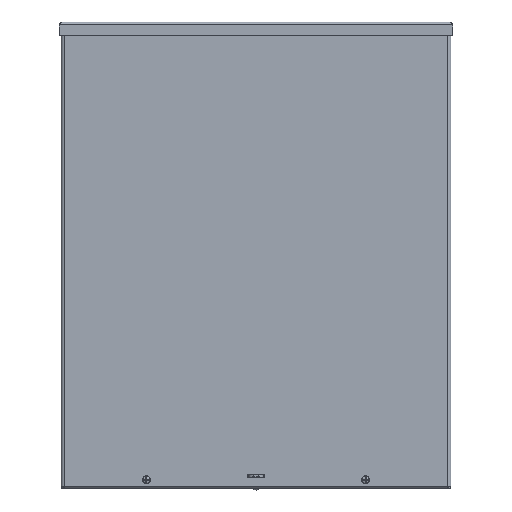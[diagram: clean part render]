
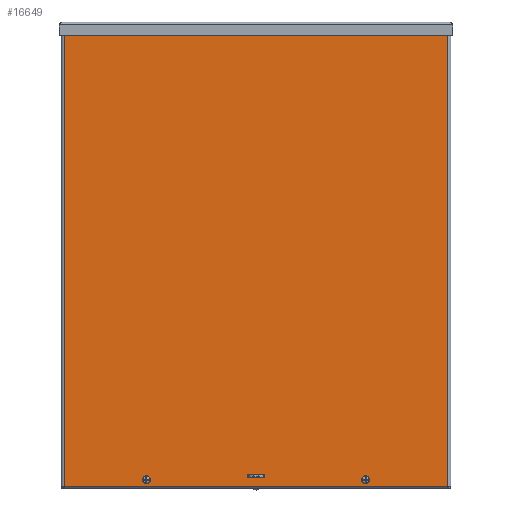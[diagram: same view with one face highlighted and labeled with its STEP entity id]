
A CAD part, top view. The second image highlights one B-rep face of the part: STEP entity #16649.
In plain terms, the highlighted planar face has unit normal (0, 0, 1).
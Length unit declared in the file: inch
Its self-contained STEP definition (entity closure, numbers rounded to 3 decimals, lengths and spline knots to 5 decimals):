
#34 = CARTESIAN_POINT ( 'NONE',  ( -5.65625, -11.5625, 6.19362 ) ) ;
#77 = VERTEX_POINT ( 'NONE', #6923 ) ;
#167 = LINE ( 'NONE', #13074, #18446 ) ;
#206 = ORIENTED_EDGE ( 'NONE', *, *, #14162, .T. ) ;
#264 = ORIENTED_EDGE ( 'NONE', *, *, #18570, .F. ) ;
#519 = FACE_BOUND ( 'NONE', #14119, .T. ) ;
#556 = LINE ( 'NONE', #6376, #7787 ) ;
#734 = VECTOR ( 'NONE', #12824, 39.37008 ) ;
#749 = CARTESIAN_POINT ( 'NONE',  ( 0.39062, -11.44613, 6.19362 ) ) ;
#804 = AXIS2_PLACEMENT_3D ( 'NONE', #13892, #15358, #8315 ) ;
#915 = CARTESIAN_POINT ( 'NONE',  ( 0.39063, -11.41488, 6.19362 ) ) ;
#916 = CARTESIAN_POINT ( 'NONE',  ( -9.90625, -11.92188, 6.19362 ) ) ;
#1054 = CARTESIAN_POINT ( 'NONE',  ( -0.39063, -11.44613, 6.19362 ) ) ;
#1068 = CARTESIAN_POINT ( 'NONE',  ( 5.65625, -11.5625, 6.19362 ) ) ;
#1209 = LINE ( 'NONE', #9708, #13353 ) ;
#1283 = CARTESIAN_POINT ( 'NONE',  ( 5.78125, -11.5625, 6.19362 ) ) ;
#1419 = CIRCLE ( 'NONE', #9610, 0.125 ) ;
#1638 = DIRECTION ( 'NONE',  ( 1., 0., 0. ) ) ;
#1645 = CARTESIAN_POINT ( 'NONE',  ( -9.90625, 11.95312, 6.19362 ) ) ;
#1827 = AXIS2_PLACEMENT_3D ( 'NONE', #5842, #17554, #8876 ) ;
#2524 = ORIENTED_EDGE ( 'NONE', *, *, #4734, .F. ) ;
#2715 = AXIS2_PLACEMENT_3D ( 'NONE', #7646, #4925, #11959 ) ;
#3039 = EDGE_CURVE ( 'NONE', #6189, #18266, #7993, .T. ) ;
#3128 = DIRECTION ( 'NONE',  ( 0., 0., -1. ) ) ;
#3261 = VECTOR ( 'NONE', #14237, 39.37008 ) ;
#3440 = CARTESIAN_POINT ( 'NONE',  ( -0.39063, -11.28988, 6.19362 ) ) ;
#3564 = VERTEX_POINT ( 'NONE', #13208 ) ;
#3737 = AXIS2_PLACEMENT_3D ( 'NONE', #8935, #15936, #1638 ) ;
#4110 = CARTESIAN_POINT ( 'NONE',  ( 0.42188, -11.41488, 6.19362 ) ) ;
#4557 = VERTEX_POINT ( 'NONE', #6854 ) ;
#4734 = EDGE_CURVE ( 'NONE', #15831, #17494, #12075, .T. ) ;
#4867 = DIRECTION ( 'NONE',  ( 0., 0., 1. ) ) ;
#4925 = DIRECTION ( 'NONE',  ( 0., 0., 1. ) ) ;
#5015 = AXIS2_PLACEMENT_3D ( 'NONE', #1068, #13954, #16703 ) ;
#5192 = ORIENTED_EDGE ( 'NONE', *, *, #8556, .T. ) ;
#5283 = CIRCLE ( 'NONE', #1827, 0.125 ) ;
#5382 = DIRECTION ( 'NONE',  ( 0., -1., 0. ) ) ;
#5733 = FACE_BOUND ( 'NONE', #15035, .T. ) ;
#5744 = VECTOR ( 'NONE', #14128, 39.37008 ) ;
#5803 = LINE ( 'NONE', #18229, #13428 ) ;
#5822 = ORIENTED_EDGE ( 'NONE', *, *, #5845, .T. ) ;
#5842 = CARTESIAN_POINT ( 'NONE',  ( 5.65625, 11.59375, 6.19362 ) ) ;
#5845 = EDGE_CURVE ( 'NONE', #6455, #16948, #18107, .T. ) ;
#6124 = DIRECTION ( 'NONE',  ( 1., 0., 0. ) ) ;
#6189 = VERTEX_POINT ( 'NONE', #10881 ) ;
#6271 = VERTEX_POINT ( 'NONE', #14069 ) ;
#6376 = CARTESIAN_POINT ( 'NONE',  ( -0.42188, -5.71525, 6.19362 ) ) ;
#6455 = VERTEX_POINT ( 'NONE', #3440 ) ;
#6619 = ORIENTED_EDGE ( 'NONE', *, *, #8293, .T. ) ;
#6854 = CARTESIAN_POINT ( 'NONE',  ( 5.78125, 11.59375, 6.19362 ) ) ;
#6923 = CARTESIAN_POINT ( 'NONE',  ( -5.53125, 11.59375, 6.19362 ) ) ;
#6949 = CIRCLE ( 'NONE', #13115, 0.03125 ) ;
#7039 = VERTEX_POINT ( 'NONE', #1645 ) ;
#7309 = VERTEX_POINT ( 'NONE', #916 ) ;
#7646 = CARTESIAN_POINT ( 'NONE',  ( 0.39063, -11.32113, 6.19362 ) ) ;
#7664 = DIRECTION ( 'NONE',  ( 0., 1., 0. ) ) ;
#7787 = VECTOR ( 'NONE', #7664, 39.37008 ) ;
#7887 = EDGE_LOOP ( 'NONE', ( #206 ) ) ;
#7993 = LINE ( 'NONE', #11184, #5744 ) ;
#8293 = EDGE_CURVE ( 'NONE', #6271, #10642, #1209, .T. ) ;
#8315 = DIRECTION ( 'NONE',  ( -0.707, -0.707, 0. ) ) ;
#8373 = EDGE_LOOP ( 'NONE', ( #9269 ) ) ;
#8529 = EDGE_CURVE ( 'NONE', #77, #77, #1419, .T. ) ;
#8556 = EDGE_CURVE ( 'NONE', #11659, #17494, #13745, .T. ) ;
#8876 = DIRECTION ( 'NONE',  ( 1., 0., 0. ) ) ;
#8935 = CARTESIAN_POINT ( 'NONE',  ( 0., 0.01562, 6.19362 ) ) ;
#9070 = CARTESIAN_POINT ( 'NONE',  ( 0.39062, -11.28988, 6.19362 ) ) ;
#9269 = ORIENTED_EDGE ( 'NONE', *, *, #8529, .T. ) ;
#9475 = EDGE_CURVE ( 'NONE', #10891, #10891, #11718, .T. ) ;
#9587 = FACE_BOUND ( 'NONE', #7887, .T. ) ;
#9610 = AXIS2_PLACEMENT_3D ( 'NONE', #17663, #3128, #6124 ) ;
#9708 = CARTESIAN_POINT ( 'NONE',  ( 9.90625, -5.95313, 6.19362 ) ) ;
#9803 = CARTESIAN_POINT ( 'NONE',  ( 10.059, 11.95313, 6.19362 ) ) ;
#10141 = EDGE_CURVE ( 'NONE', #7039, #7309, #5803, .T. ) ;
#10251 = FACE_BOUND ( 'NONE', #10252, .T. ) ;
#10252 = EDGE_LOOP ( 'NONE', ( #14771, #264, #5192, #2524, #11788, #11537, #5822, #18131 ) ) ;
#10264 = PLANE ( 'NONE',  #3737 ) ;
#10487 = FACE_BOUND ( 'NONE', #8373, .T. ) ;
#10642 = VERTEX_POINT ( 'NONE', #15233 ) ;
#10808 = EDGE_CURVE ( 'NONE', #10642, #7039, #14050, .T. ) ;
#10854 = VECTOR ( 'NONE', #17725, 39.37008 ) ;
#10881 = CARTESIAN_POINT ( 'NONE',  ( 0.42188, -11.32113, 6.19362 ) ) ;
#10891 = VERTEX_POINT ( 'NONE', #1283 ) ;
#10995 = DIRECTION ( 'NONE',  ( 0., 0., 1. ) ) ;
#11125 = DIRECTION ( 'NONE',  ( 0., 1., 0. ) ) ;
#11184 = CARTESIAN_POINT ( 'NONE',  ( 0.42188, -5.63713, 6.19362 ) ) ;
#11249 = EDGE_LOOP ( 'NONE', ( #6619, #15835, #16771, #11700 ) ) ;
#11403 = AXIS2_PLACEMENT_3D ( 'NONE', #915, #10995, #12415 ) ;
#11537 = ORIENTED_EDGE ( 'NONE', *, *, #15670, .F. ) ;
#11659 = VERTEX_POINT ( 'NONE', #749 ) ;
#11700 = ORIENTED_EDGE ( 'NONE', *, *, #16073, .T. ) ;
#11718 = CIRCLE ( 'NONE', #5015, 0.125 ) ;
#11788 = ORIENTED_EDGE ( 'NONE', *, *, #17703, .T. ) ;
#11873 = CIRCLE ( 'NONE', #2715, 0.03125 ) ;
#11959 = DIRECTION ( 'NONE',  ( 0.707, 0.707, 0. ) ) ;
#12027 = CIRCLE ( 'NONE', #11403, 0.03125 ) ;
#12075 = CIRCLE ( 'NONE', #804, 0.03125 ) ;
#12193 = EDGE_CURVE ( 'NONE', #6189, #16948, #11873, .T. ) ;
#12207 = DIRECTION ( 'NONE',  ( -0.707, 0.707, 0. ) ) ;
#12342 = CIRCLE ( 'NONE', #18066, 0.125 ) ;
#12415 = DIRECTION ( 'NONE',  ( 0.707, -0.707, 0. ) ) ;
#12555 = ORIENTED_EDGE ( 'NONE', *, *, #16625, .T. ) ;
#12639 = CARTESIAN_POINT ( 'NONE',  ( -5.53125, -11.5625, 6.19362 ) ) ;
#12824 = DIRECTION ( 'NONE',  ( 1., 0., 0. ) ) ;
#13074 = CARTESIAN_POINT ( 'NONE',  ( -10.059, -11.92188, 6.19362 ) ) ;
#13115 = AXIS2_PLACEMENT_3D ( 'NONE', #16171, #4867, #12207 ) ;
#13175 = DIRECTION ( 'NONE',  ( 0., 0., -1. ) ) ;
#13208 = CARTESIAN_POINT ( 'NONE',  ( -0.42187, -11.32113, 6.19362 ) ) ;
#13353 = VECTOR ( 'NONE', #11125, 39.37008 ) ;
#13361 = FACE_OUTER_BOUND ( 'NONE', #11249, .T. ) ;
#13428 = VECTOR ( 'NONE', #5382, 39.37008 ) ;
#13745 = LINE ( 'NONE', #16524, #10854 ) ;
#13892 = CARTESIAN_POINT ( 'NONE',  ( -0.39063, -11.41488, 6.19362 ) ) ;
#13954 = DIRECTION ( 'NONE',  ( 0., 0., -1. ) ) ;
#13968 = CARTESIAN_POINT ( 'NONE',  ( -0.42187, -11.41488, 6.19362 ) ) ;
#14050 = LINE ( 'NONE', #9803, #3261 ) ;
#14069 = CARTESIAN_POINT ( 'NONE',  ( 9.90625, -11.92188, 6.19362 ) ) ;
#14119 = EDGE_LOOP ( 'NONE', ( #14888 ) ) ;
#14128 = DIRECTION ( 'NONE',  ( 0., -1., 0. ) ) ;
#14162 = EDGE_CURVE ( 'NONE', #16318, #16318, #12342, .T. ) ;
#14237 = DIRECTION ( 'NONE',  ( -1., 0., 0. ) ) ;
#14363 = DIRECTION ( 'NONE',  ( 1., 0., 0. ) ) ;
#14771 = ORIENTED_EDGE ( 'NONE', *, *, #3039, .T. ) ;
#14888 = ORIENTED_EDGE ( 'NONE', *, *, #9475, .T. ) ;
#15035 = EDGE_LOOP ( 'NONE', ( #12555 ) ) ;
#15233 = CARTESIAN_POINT ( 'NONE',  ( 9.90625, 11.95312, 6.19362 ) ) ;
#15358 = DIRECTION ( 'NONE',  ( 0., 0., 1. ) ) ;
#15670 = EDGE_CURVE ( 'NONE', #6455, #3564, #6949, .T. ) ;
#15831 = VERTEX_POINT ( 'NONE', #13968 ) ;
#15835 = ORIENTED_EDGE ( 'NONE', *, *, #10808, .T. ) ;
#15936 = DIRECTION ( 'NONE',  ( 0., 0., -1. ) ) ;
#16073 = EDGE_CURVE ( 'NONE', #7309, #6271, #167, .T. ) ;
#16171 = CARTESIAN_POINT ( 'NONE',  ( -0.39063, -11.32113, 6.19362 ) ) ;
#16318 = VERTEX_POINT ( 'NONE', #12639 ) ;
#16524 = CARTESIAN_POINT ( 'NONE',  ( 0.21094, -11.44613, 6.19362 ) ) ;
#16625 = EDGE_CURVE ( 'NONE', #4557, #4557, #5283, .T. ) ;
#16649 = ADVANCED_FACE ( 'NONE', ( #13361, #9587, #10487, #10251, #519, #5733 ), #10264, .F. ) ;
#16703 = DIRECTION ( 'NONE',  ( 1., 0., 0. ) ) ;
#16771 = ORIENTED_EDGE ( 'NONE', *, *, #10141, .T. ) ;
#16948 = VERTEX_POINT ( 'NONE', #9070 ) ;
#17283 = CARTESIAN_POINT ( 'NONE',  ( -0.21094, -11.28988, 6.19362 ) ) ;
#17390 = DIRECTION ( 'NONE',  ( 1., 0., 0. ) ) ;
#17494 = VERTEX_POINT ( 'NONE', #1054 ) ;
#17554 = DIRECTION ( 'NONE',  ( 0., 0., -1. ) ) ;
#17663 = CARTESIAN_POINT ( 'NONE',  ( -5.65625, 11.59375, 6.19362 ) ) ;
#17703 = EDGE_CURVE ( 'NONE', #15831, #3564, #556, .T. ) ;
#17725 = DIRECTION ( 'NONE',  ( -1., 0., 0. ) ) ;
#18066 = AXIS2_PLACEMENT_3D ( 'NONE', #34, #13175, #17390 ) ;
#18107 = LINE ( 'NONE', #17283, #734 ) ;
#18131 = ORIENTED_EDGE ( 'NONE', *, *, #12193, .F. ) ;
#18229 = CARTESIAN_POINT ( 'NONE',  ( -9.90625, 5.98438, 6.19362 ) ) ;
#18266 = VERTEX_POINT ( 'NONE', #4110 ) ;
#18446 = VECTOR ( 'NONE', #14363, 39.37008 ) ;
#18570 = EDGE_CURVE ( 'NONE', #11659, #18266, #12027, .T. ) ;
